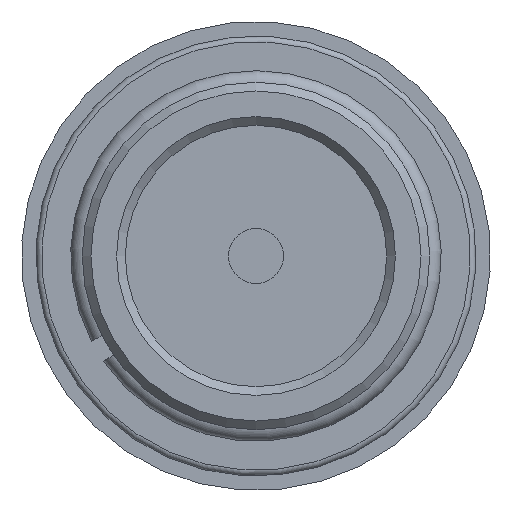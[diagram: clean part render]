
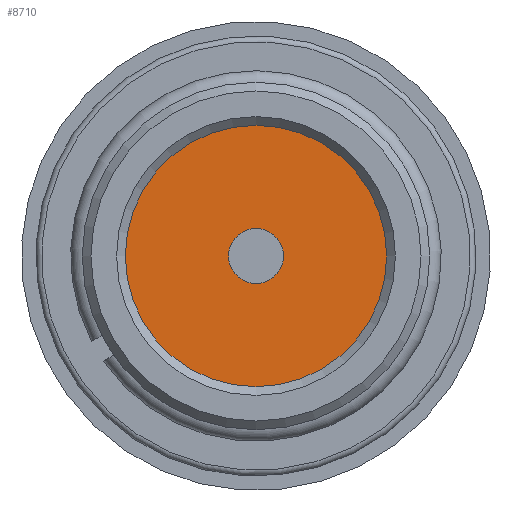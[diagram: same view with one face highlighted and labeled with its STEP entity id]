
A CAD part, left-side view. The second image highlights one B-rep face of the part: STEP entity #8710.
In plain terms, the highlighted planar face has unit normal (-1, 0, 0).
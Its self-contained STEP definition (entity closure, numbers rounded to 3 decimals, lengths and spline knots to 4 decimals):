
#1963=FACE_BOUND('',#2993,.T.);
#2496=FACE_OUTER_BOUND('',#2992,.T.);
#2992=EDGE_LOOP('',(#5917));
#2993=EDGE_LOOP('',(#5918));
#3540=CIRCLE('',#9238,4.515);
#3541=CIRCLE('',#9239,0.95);
#3723=VERTEX_POINT('',#11052);
#3724=VERTEX_POINT('',#11054);
#4596=EDGE_CURVE('',#3723,#3723,#3540,.T.);
#4597=EDGE_CURVE('',#3724,#3724,#3541,.T.);
#5917=ORIENTED_EDGE('',*,*,#4596,.F.);
#5918=ORIENTED_EDGE('',*,*,#4597,.F.);
#8545=PLANE('',#9237);
#8710=ADVANCED_FACE('',(#2496,#1963),#8545,.T.);
#9237=AXIS2_PLACEMENT_3D('',#11051,#9692,#9693);
#9238=AXIS2_PLACEMENT_3D('',#11053,#9694,#9695);
#9239=AXIS2_PLACEMENT_3D('',#11055,#9696,#9697);
#9692=DIRECTION('center_axis',(-1.,0.,0.));
#9693=DIRECTION('ref_axis',(0.,0.,1.));
#9694=DIRECTION('center_axis',(1.,0.,0.));
#9695=DIRECTION('ref_axis',(0.,1.,0.));
#9696=DIRECTION('center_axis',(-1.,0.,0.));
#9697=DIRECTION('ref_axis',(0.,-1.,0.));
#11051=CARTESIAN_POINT('Origin',(4.5,0.,
0.));
#11052=CARTESIAN_POINT('',(4.5,-4.515,0.));
#11053=CARTESIAN_POINT('Origin',(4.5,0.,0.));
#11054=CARTESIAN_POINT('',(4.5,0.95,0.));
#11055=CARTESIAN_POINT('Origin',(4.5,0.,
0.));
